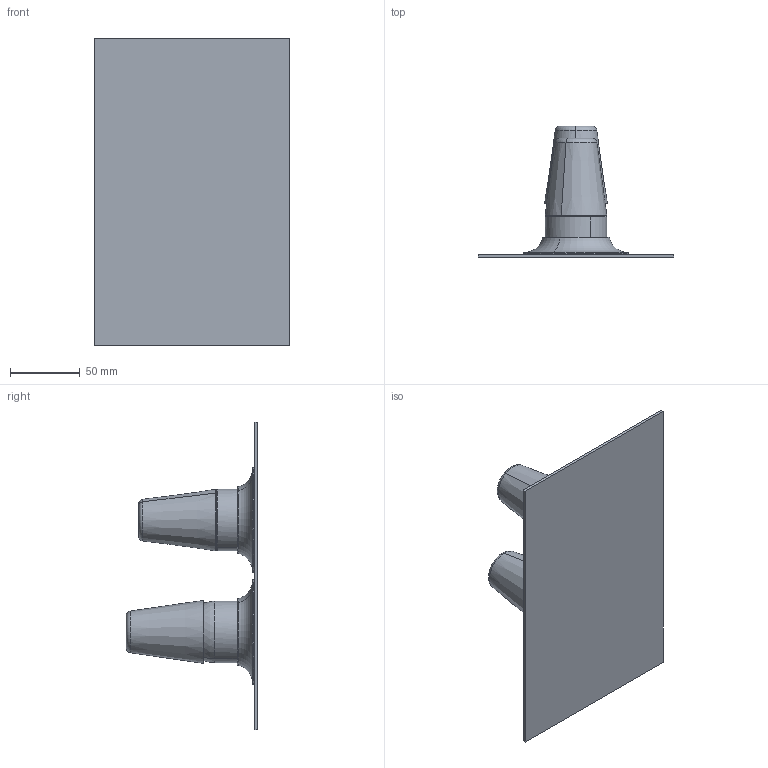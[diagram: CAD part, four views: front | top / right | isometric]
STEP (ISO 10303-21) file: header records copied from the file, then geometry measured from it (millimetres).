
FILE_DESCRIPTION(('CATIA V5 STEP Exchange'),'2;1');
FILE_NAME('VI 05280 0 MonoInc. 2 usc. - OneBox.stp','2018-11-19T09:15:46+00:00',('none'),('none'),'Version 5-6 Release 2013','CATIA V5 STEP AP203','none');
FILE_SCHEMA(('CONFIG_CONTROL_DESIGN'));
Length unit declared in the file: millimetre
Products named in the file (1): VI 05280 0
Bounding box: 140 x 94.1 x 220 mm (x, y, z)
Volume: 302448.8 mm3; surface area: 91625.6 mm2
Topology: 1 solids, 3 shells, 89 faces, 188 edges, 110 vertices
Faces by surface type: cone 30, torus 30, plane 15, cylinder 12, sphere 2
Entity records: 2272 total; most frequent: CARTESIAN_POINT 465, ORIENTED_EDGE 376, DIRECTION 304, EDGE_CURVE 188, AXIS2_PLACEMENT_3D 187, CIRCLE 122, VERTEX_POINT 110, EDGE_LOOP 98
